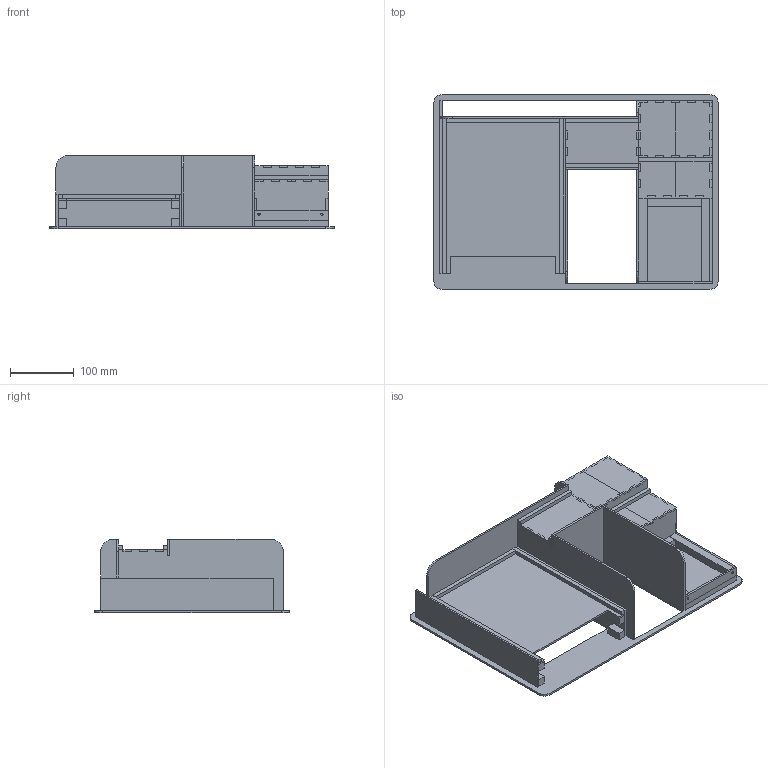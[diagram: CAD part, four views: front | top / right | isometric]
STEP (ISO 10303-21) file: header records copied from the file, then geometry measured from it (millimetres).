
FILE_DESCRIPTION(('FreeCAD Model'),'2;1');
FILE_NAME('Open CASCADE Shape Model','2022-03-04T12:25:41',('Author'),( ''),'Open CASCADE STEP processor 7.3','FreeCAD','Unknown');
FILE_SCHEMA(('AUTOMOTIVE_DESIGN { 1 0 10303 214 1 1 1 1 }'));
Length unit declared in the file: millimetre
Products named in the file (31): Assembly; LCS_Origin; Body; top
Assembly tree (37 placements, depth 2):
  Assembly
    LCS_Origin
    Body
    Body
    Body  x2
    Body
    top
    Body
    Body
    Body
    Body
    Body  x4
    Body
    Body
    Body
    Body  x2
    Body
    Body  x2
    Body
    Body
    Body
    Body
    Body
    Body
    Body
    Body
    Body
    Body  x2
    Body
    Body
    Body
Bounding box: 444.5 x 304.8 x 114.31 mm (x, y, z)
Volume: 1141738.8 mm3; surface area: 751621 mm2
Topology: 36 solids, 36 shells, 554 faces, 1438 edges, 956 vertices
Faces by surface type: plane 544, cylinder 10
Full cylindrical faces by diameter (mm): 3.429 x2
Entity records: 34039 total; most frequent: CARTESIAN_POINT 5560, DIRECTION 5174, LINE 4022, VECTOR 4022, ORIENTED_EDGE 2708, PCURVE 2708, DEFINITIONAL_REPRESENTATION 2708, EDGE_CURVE 1354
